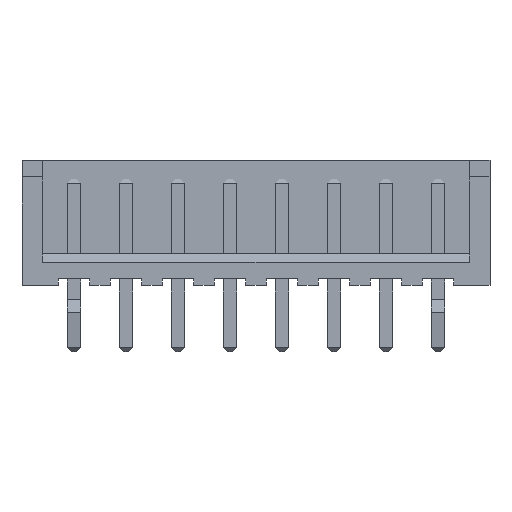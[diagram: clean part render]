
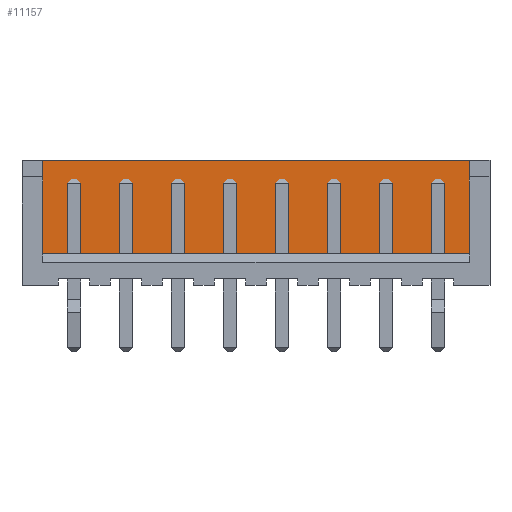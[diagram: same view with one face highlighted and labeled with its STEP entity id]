
A CAD part, front view. The second image highlights one B-rep face of the part: STEP entity #11157.
In plain terms, the highlighted planar face has unit normal (0, -1, 0).
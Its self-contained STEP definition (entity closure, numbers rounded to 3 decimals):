
#4608 = PLANE('',#4609);
#4609 = AXIS2_PLACEMENT_3D('',#4610,#4611,#4612);
#4610 = CARTESIAN_POINT('',(19.,-0.6,1.5));
#4611 = DIRECTION('',(0.,0.,-1.));
#4612 = DIRECTION('',(-1.,0.,0.));
#4664 = PLANE('',#4665);
#4665 = AXIS2_PLACEMENT_3D('',#4666,#4667,#4668);
#4666 = CARTESIAN_POINT('',(-2.5,-2.2,6.));
#4667 = DIRECTION('',(0.,0.,-1.));
#4668 = DIRECTION('',(-1.,0.,0.));
#7656 = VERTEX_POINT('',#7657);
#7657 = CARTESIAN_POINT('',(19.55,1.15,6.));
#7671 = PLANE('',#7672);
#7672 = AXIS2_PLACEMENT_3D('',#7673,#7674,#7675);
#7673 = CARTESIAN_POINT('',(19.55,0.65,6.));
#7674 = DIRECTION('',(1.,0.,0.));
#7675 = DIRECTION('',(0.,1.,0.));
#7683 = EDGE_CURVE('',#7656,#7684,#7686,.T.);
#7684 = VERTEX_POINT('',#7685);
#7685 = CARTESIAN_POINT('',(-2.05,1.15,6.));
#7686 = SURFACE_CURVE('',#7687,(#7691,#7698),.PCURVE_S1.);
#7687 = LINE('',#7688,#7689);
#7688 = CARTESIAN_POINT('',(19.55,1.15,6.));
#7689 = VECTOR('',#7690,1.);
#7690 = DIRECTION('',(-1.,0.,0.));
#7691 = PCURVE('',#4664,#7692);
#7692 = DEFINITIONAL_REPRESENTATION('',(#7693),#7697);
#7693 = LINE('',#7694,#7695);
#7694 = CARTESIAN_POINT('',(-22.05,3.35));
#7695 = VECTOR('',#7696,1.);
#7696 = DIRECTION('',(1.,0.));
#7697 = ( GEOMETRIC_REPRESENTATION_CONTEXT(2)
PARAMETRIC_REPRESENTATION_CONTEXT() REPRESENTATION_CONTEXT('2D SPACE',''
) );
#7698 = PCURVE('',#7699,#7704);
#7699 = PLANE('',#7700);
#7700 = AXIS2_PLACEMENT_3D('',#7701,#7702,#7703);
#7701 = CARTESIAN_POINT('',(19.55,1.15,6.));
#7702 = DIRECTION('',(0.,1.,0.));
#7703 = DIRECTION('',(-1.,0.,0.));
#7704 = DEFINITIONAL_REPRESENTATION('',(#7705),#7709);
#7705 = LINE('',#7706,#7707);
#7706 = CARTESIAN_POINT('',(0.,0.));
#7707 = VECTOR('',#7708,1.);
#7708 = DIRECTION('',(1.,0.));
#7709 = ( GEOMETRIC_REPRESENTATION_CONTEXT(2)
PARAMETRIC_REPRESENTATION_CONTEXT() REPRESENTATION_CONTEXT('2D SPACE',''
) );
#7727 = PLANE('',#7728);
#7728 = AXIS2_PLACEMENT_3D('',#7729,#7730,#7731);
#7729 = CARTESIAN_POINT('',(-2.05,1.15,6.));
#7730 = DIRECTION('',(-1.,0.,0.));
#7731 = DIRECTION('',(0.,-1.,0.));
#7979 = VERTEX_POINT('',#7980);
#7980 = CARTESIAN_POINT('',(-2.05,1.15,1.5));
#8001 = EDGE_CURVE('',#8002,#7979,#8004,.T.);
#8002 = VERTEX_POINT('',#8003);
#8003 = CARTESIAN_POINT('',(19.55,1.15,1.5));
#8004 = SURFACE_CURVE('',#8005,(#8009,#8016),.PCURVE_S1.);
#8005 = LINE('',#8006,#8007);
#8006 = CARTESIAN_POINT('',(19.55,1.15,1.5));
#8007 = VECTOR('',#8008,1.);
#8008 = DIRECTION('',(-1.,0.,0.));
#8009 = PCURVE('',#4608,#8010);
#8010 = DEFINITIONAL_REPRESENTATION('',(#8011),#8015);
#8011 = LINE('',#8012,#8013);
#8012 = CARTESIAN_POINT('',(-0.55,1.75));
#8013 = VECTOR('',#8014,1.);
#8014 = DIRECTION('',(1.,0.));
#8015 = ( GEOMETRIC_REPRESENTATION_CONTEXT(2)
PARAMETRIC_REPRESENTATION_CONTEXT() REPRESENTATION_CONTEXT('2D SPACE',''
) );
#8016 = PCURVE('',#7699,#8017);
#8017 = DEFINITIONAL_REPRESENTATION('',(#8018),#8022);
#8018 = LINE('',#8019,#8020);
#8019 = CARTESIAN_POINT('',(0.,-4.5));
#8020 = VECTOR('',#8021,1.);
#8021 = DIRECTION('',(1.,0.));
#8022 = ( GEOMETRIC_REPRESENTATION_CONTEXT(2)
PARAMETRIC_REPRESENTATION_CONTEXT() REPRESENTATION_CONTEXT('2D SPACE',''
) );
#11134 = EDGE_CURVE('',#7684,#7979,#11135,.T.);
#11135 = SURFACE_CURVE('',#11136,(#11140,#11147),.PCURVE_S1.);
#11136 = LINE('',#11137,#11138);
#11137 = CARTESIAN_POINT('',(-2.05,1.15,6.));
#11138 = VECTOR('',#11139,1.);
#11139 = DIRECTION('',(0.,0.,-1.));
#11140 = PCURVE('',#7727,#11141);
#11141 = DEFINITIONAL_REPRESENTATION('',(#11142),#11146);
#11142 = LINE('',#11143,#11144);
#11143 = CARTESIAN_POINT('',(0.,0.));
#11144 = VECTOR('',#11145,1.);
#11145 = DIRECTION('',(0.,-1.));
#11146 = ( GEOMETRIC_REPRESENTATION_CONTEXT(2)
PARAMETRIC_REPRESENTATION_CONTEXT() REPRESENTATION_CONTEXT('2D SPACE',''
) );
#11147 = PCURVE('',#7699,#11148);
#11148 = DEFINITIONAL_REPRESENTATION('',(#11149),#11153);
#11149 = LINE('',#11150,#11151);
#11150 = CARTESIAN_POINT('',(21.6,0.));
#11151 = VECTOR('',#11152,1.);
#11152 = DIRECTION('',(0.,-1.));
#11153 = ( GEOMETRIC_REPRESENTATION_CONTEXT(2)
PARAMETRIC_REPRESENTATION_CONTEXT() REPRESENTATION_CONTEXT('2D SPACE',''
) );
#11157 = ADVANCED_FACE('',(#11158),#7699,.F.);
#11158 = FACE_BOUND('',#11159,.F.);
#11159 = EDGE_LOOP('',(#11160,#11181,#11182,#11183));
#11160 = ORIENTED_EDGE('',*,*,#11161,.T.);
#11161 = EDGE_CURVE('',#7656,#8002,#11162,.T.);
#11162 = SURFACE_CURVE('',#11163,(#11167,#11174),.PCURVE_S1.);
#11163 = LINE('',#11164,#11165);
#11164 = CARTESIAN_POINT('',(19.55,1.15,6.));
#11165 = VECTOR('',#11166,1.);
#11166 = DIRECTION('',(0.,0.,-1.));
#11167 = PCURVE('',#7699,#11168);
#11168 = DEFINITIONAL_REPRESENTATION('',(#11169),#11173);
#11169 = LINE('',#11170,#11171);
#11170 = CARTESIAN_POINT('',(0.,0.));
#11171 = VECTOR('',#11172,1.);
#11172 = DIRECTION('',(0.,-1.));
#11173 = ( GEOMETRIC_REPRESENTATION_CONTEXT(2)
PARAMETRIC_REPRESENTATION_CONTEXT() REPRESENTATION_CONTEXT('2D SPACE',''
) );
#11174 = PCURVE('',#7671,#11175);
#11175 = DEFINITIONAL_REPRESENTATION('',(#11176),#11180);
#11176 = LINE('',#11177,#11178);
#11177 = CARTESIAN_POINT('',(0.5,0.));
#11178 = VECTOR('',#11179,1.);
#11179 = DIRECTION('',(0.,-1.));
#11180 = ( GEOMETRIC_REPRESENTATION_CONTEXT(2)
PARAMETRIC_REPRESENTATION_CONTEXT() REPRESENTATION_CONTEXT('2D SPACE',''
) );
#11181 = ORIENTED_EDGE('',*,*,#8001,.T.);
#11182 = ORIENTED_EDGE('',*,*,#11134,.F.);
#11183 = ORIENTED_EDGE('',*,*,#7683,.F.);
